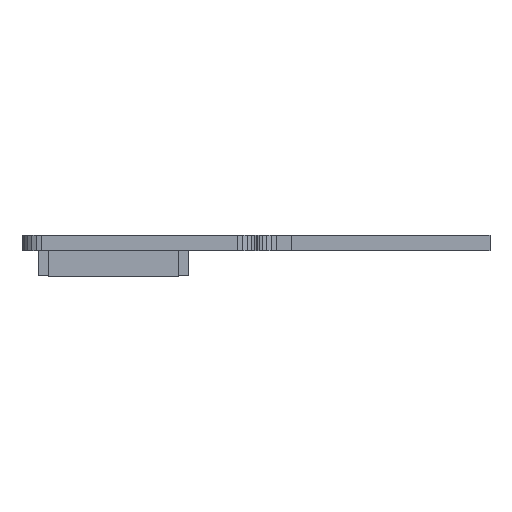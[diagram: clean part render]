
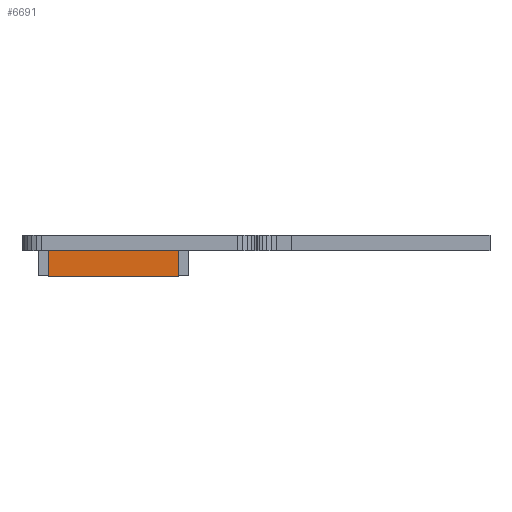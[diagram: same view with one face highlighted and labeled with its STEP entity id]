
A CAD part, left-side view. The second image highlights one B-rep face of the part: STEP entity #6691.
In plain terms, the highlighted planar face has unit normal (-1, 0, 0).
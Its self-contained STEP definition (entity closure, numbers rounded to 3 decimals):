
#6522 = PLANE('',#6523);
#6523 = AXIS2_PLACEMENT_3D('',#6524,#6525,#6526);
#6524 = CARTESIAN_POINT('',(-1.102,-3.352,0.));
#6525 = DIRECTION('',(0.,1.,0.));
#6526 = DIRECTION('',(1.,0.,0.));
#6550 = PLANE('',#6551);
#6551 = AXIS2_PLACEMENT_3D('',#6552,#6553,#6554);
#6552 = CARTESIAN_POINT('',(1.102,-3.352,1.35));
#6553 = DIRECTION('',(0.,0.,-1.));
#6554 = DIRECTION('',(-1.,0.,0.));
#6578 = PLANE('',#6579);
#6579 = AXIS2_PLACEMENT_3D('',#6580,#6581,#6582);
#6580 = CARTESIAN_POINT('',(1.102,3.352,0.));
#6581 = DIRECTION('',(0.,-1.,0.));
#6582 = DIRECTION('',(-1.,0.,0.));
#6604 = PLANE('',#6605);
#6605 = AXIS2_PLACEMENT_3D('',#6606,#6607,#6608);
#6606 = CARTESIAN_POINT('',(1.102,-3.352,0.));
#6607 = DIRECTION('',(0.,0.,-1.));
#6608 = DIRECTION('',(-1.,0.,0.));
#6621 = VERTEX_POINT('',#6622);
#6622 = CARTESIAN_POINT('',(-1.102,3.352,1.35));
#6643 = EDGE_CURVE('',#6644,#6621,#6646,.T.);
#6644 = VERTEX_POINT('',#6645);
#6645 = CARTESIAN_POINT('',(-1.102,3.352,0.));
#6646 = SURFACE_CURVE('',#6647,(#6651,#6658),.PCURVE_S1.);
#6647 = LINE('',#6648,#6649);
#6648 = CARTESIAN_POINT('',(-1.102,3.352,0.));
#6649 = VECTOR('',#6650,1.);
#6650 = DIRECTION('',(0.,0.,1.));
#6651 = PCURVE('',#6578,#6652);
#6652 = DEFINITIONAL_REPRESENTATION('',(#6653),#6657);
#6653 = LINE('',#6654,#6655);
#6654 = CARTESIAN_POINT('',(2.203,0.));
#6655 = VECTOR('',#6656,1.);
#6656 = DIRECTION('',(0.,-1.));
#6657 = ( GEOMETRIC_REPRESENTATION_CONTEXT(2) 
PARAMETRIC_REPRESENTATION_CONTEXT() REPRESENTATION_CONTEXT('2D SPACE',''
  ) );
#6658 = PCURVE('',#6659,#6664);
#6659 = PLANE('',#6660);
#6660 = AXIS2_PLACEMENT_3D('',#6661,#6662,#6663);
#6661 = CARTESIAN_POINT('',(-1.102,3.352,0.));
#6662 = DIRECTION('',(1.,0.,0.));
#6663 = DIRECTION('',(0.,-1.,0.));
#6664 = DEFINITIONAL_REPRESENTATION('',(#6665),#6669);
#6665 = LINE('',#6666,#6667);
#6666 = CARTESIAN_POINT('',(0.,0.));
#6667 = VECTOR('',#6668,1.);
#6668 = DIRECTION('',(0.,-1.));
#6669 = ( GEOMETRIC_REPRESENTATION_CONTEXT(2) 
PARAMETRIC_REPRESENTATION_CONTEXT() REPRESENTATION_CONTEXT('2D SPACE',''
  ) );
#6691 = ADVANCED_FACE('',(#6692),#6659,.F.);
#6692 = FACE_BOUND('',#6693,.F.);
#6693 = EDGE_LOOP('',(#6694,#6695,#6718,#6741));
#6694 = ORIENTED_EDGE('',*,*,#6643,.T.);
#6695 = ORIENTED_EDGE('',*,*,#6696,.T.);
#6696 = EDGE_CURVE('',#6621,#6697,#6699,.T.);
#6697 = VERTEX_POINT('',#6698);
#6698 = CARTESIAN_POINT('',(-1.102,-3.352,1.35));
#6699 = SURFACE_CURVE('',#6700,(#6704,#6711),.PCURVE_S1.);
#6700 = LINE('',#6701,#6702);
#6701 = CARTESIAN_POINT('',(-1.102,3.352,1.35));
#6702 = VECTOR('',#6703,1.);
#6703 = DIRECTION('',(0.,-1.,0.));
#6704 = PCURVE('',#6659,#6705);
#6705 = DEFINITIONAL_REPRESENTATION('',(#6706),#6710);
#6706 = LINE('',#6707,#6708);
#6707 = CARTESIAN_POINT('',(0.,-1.35));
#6708 = VECTOR('',#6709,1.);
#6709 = DIRECTION('',(1.,0.));
#6710 = ( GEOMETRIC_REPRESENTATION_CONTEXT(2) 
PARAMETRIC_REPRESENTATION_CONTEXT() REPRESENTATION_CONTEXT('2D SPACE',''
  ) );
#6711 = PCURVE('',#6550,#6712);
#6712 = DEFINITIONAL_REPRESENTATION('',(#6713),#6717);
#6713 = LINE('',#6714,#6715);
#6714 = CARTESIAN_POINT('',(2.203,6.703));
#6715 = VECTOR('',#6716,1.);
#6716 = DIRECTION('',(0.,-1.));
#6717 = ( GEOMETRIC_REPRESENTATION_CONTEXT(2) 
PARAMETRIC_REPRESENTATION_CONTEXT() REPRESENTATION_CONTEXT('2D SPACE',''
  ) );
#6718 = ORIENTED_EDGE('',*,*,#6719,.F.);
#6719 = EDGE_CURVE('',#6720,#6697,#6722,.T.);
#6720 = VERTEX_POINT('',#6721);
#6721 = CARTESIAN_POINT('',(-1.102,-3.352,0.));
#6722 = SURFACE_CURVE('',#6723,(#6727,#6734),.PCURVE_S1.);
#6723 = LINE('',#6724,#6725);
#6724 = CARTESIAN_POINT('',(-1.102,-3.352,0.));
#6725 = VECTOR('',#6726,1.);
#6726 = DIRECTION('',(0.,0.,1.));
#6727 = PCURVE('',#6659,#6728);
#6728 = DEFINITIONAL_REPRESENTATION('',(#6729),#6733);
#6729 = LINE('',#6730,#6731);
#6730 = CARTESIAN_POINT('',(6.703,0.));
#6731 = VECTOR('',#6732,1.);
#6732 = DIRECTION('',(0.,-1.));
#6733 = ( GEOMETRIC_REPRESENTATION_CONTEXT(2) 
PARAMETRIC_REPRESENTATION_CONTEXT() REPRESENTATION_CONTEXT('2D SPACE',''
  ) );
#6734 = PCURVE('',#6522,#6735);
#6735 = DEFINITIONAL_REPRESENTATION('',(#6736),#6740);
#6736 = LINE('',#6737,#6738);
#6737 = CARTESIAN_POINT('',(0.,0.));
#6738 = VECTOR('',#6739,1.);
#6739 = DIRECTION('',(0.,-1.));
#6740 = ( GEOMETRIC_REPRESENTATION_CONTEXT(2) 
PARAMETRIC_REPRESENTATION_CONTEXT() REPRESENTATION_CONTEXT('2D SPACE',''
  ) );
#6741 = ORIENTED_EDGE('',*,*,#6742,.F.);
#6742 = EDGE_CURVE('',#6644,#6720,#6743,.T.);
#6743 = SURFACE_CURVE('',#6744,(#6748,#6755),.PCURVE_S1.);
#6744 = LINE('',#6745,#6746);
#6745 = CARTESIAN_POINT('',(-1.102,3.352,0.));
#6746 = VECTOR('',#6747,1.);
#6747 = DIRECTION('',(0.,-1.,0.));
#6748 = PCURVE('',#6659,#6749);
#6749 = DEFINITIONAL_REPRESENTATION('',(#6750),#6754);
#6750 = LINE('',#6751,#6752);
#6751 = CARTESIAN_POINT('',(0.,0.));
#6752 = VECTOR('',#6753,1.);
#6753 = DIRECTION('',(1.,0.));
#6754 = ( GEOMETRIC_REPRESENTATION_CONTEXT(2) 
PARAMETRIC_REPRESENTATION_CONTEXT() REPRESENTATION_CONTEXT('2D SPACE',''
  ) );
#6755 = PCURVE('',#6604,#6756);
#6756 = DEFINITIONAL_REPRESENTATION('',(#6757),#6761);
#6757 = LINE('',#6758,#6759);
#6758 = CARTESIAN_POINT('',(2.203,6.703));
#6759 = VECTOR('',#6760,1.);
#6760 = DIRECTION('',(0.,-1.));
#6761 = ( GEOMETRIC_REPRESENTATION_CONTEXT(2) 
PARAMETRIC_REPRESENTATION_CONTEXT() REPRESENTATION_CONTEXT('2D SPACE',''
  ) );
